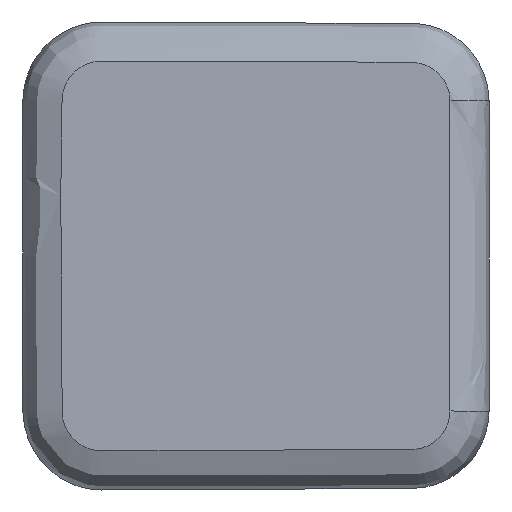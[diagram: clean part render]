
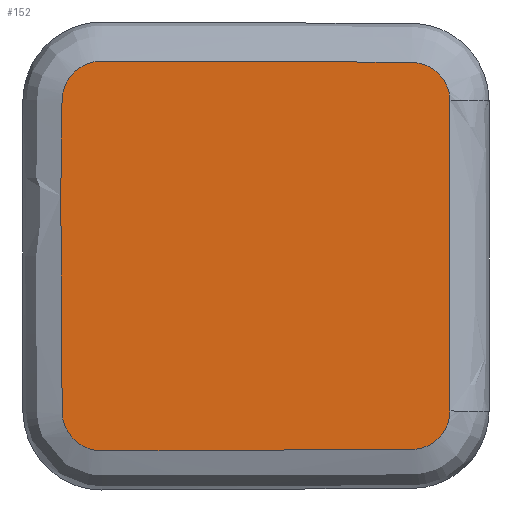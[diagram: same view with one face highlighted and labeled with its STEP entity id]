
A CAD part, top view. The second image highlights one B-rep face of the part: STEP entity #152.
In plain terms, the highlighted planar face has unit normal (0, 0, 1).
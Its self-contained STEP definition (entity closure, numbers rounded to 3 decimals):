
#15=B_SPLINE_CURVE_WITH_KNOTS('',3,(#253,#254,#255,#256),.UNSPECIFIED.,
 .F.,.F.,(4,4),(-0.794,0.),.UNSPECIFIED.);
#17=B_SPLINE_CURVE_WITH_KNOTS('',3,(#693,#694,#695,#696,#697,#698,#699,
#700,#701,#702,#703,#704,#705,#706,#707,#708,#709,#710,#711,#712,#713,#714,
#715,#716,#717,#718,#719,#720,#721,#722,#723,#724,#725,#726,#727,#728,#729,
#730,#731,#732,#733,#734,#735,#736,#737,#738,#739,#740,#741,#742,#743,#744,
#745,#746,#747,#748,#749,#750,#751,#752,#753,#754,#755,#756,#757,#758,#759,
#760,#761,#762,#763,#764,#765,#766,#767,#768,#769,#770,#771,#772,#773,#774,
#775,#776,#777,#778),.UNSPECIFIED.,.F.,.F.,(4,1,1,1,1,1,1,1,1,1,2,1,1,1,
1,1,1,1,1,1,1,1,1,1,1,1,1,1,1,1,2,1,1,1,1,1,1,2,1,1,1,1,1,1,1,1,1,1,1,1,
2,1,1,1,1,1,1,1,2,1,1,1,1,1,1,1,1,1,1,1,2,1,1,1,1,1,1,4),(0.,
0.01,0.019,0.038,0.077,
0.105,0.115,0.134,0.144,
0.148,0.153,0.159,0.166,
0.178,0.19,0.203,0.215,
0.228,0.252,0.302,0.352,
0.55,0.748,0.798,0.847,
0.897,0.922,0.934,0.94,
0.943,0.946,0.966,1.006,
1.065,1.085,1.095,1.1,1.105,
1.129,1.154,1.204,1.304,1.503,
1.702,1.801,1.851,1.876,1.888,
1.895,1.898,1.901,1.921,1.94,
1.98,2.019,2.039,2.049,2.054,
2.059,2.084,2.109,2.158,2.257,
2.456,2.654,2.753,2.803,2.827,
2.84,2.846,2.852,2.871,2.89,
2.929,2.967,2.986,2.996,3.005),
 .UNSPECIFIED.);
#31=PLANE('',#180);
#46=FACE_OUTER_BOUND('',#56,.T.);
#56=EDGE_LOOP('',(#132,#133));
#73=VERTEX_POINT('',#250);
#74=VERTEX_POINT('',#252);
#90=EDGE_CURVE('',#73,#74,#15,.T.);
#93=EDGE_CURVE('',#74,#73,#17,.T.);
#132=ORIENTED_EDGE('',*,*,#90,.F.);
#133=ORIENTED_EDGE('',*,*,#93,.F.);
#152=ADVANCED_FACE('',(#46),#31,.T.);
#180=AXIS2_PLACEMENT_3D('',#915,#209,#210);
#209=DIRECTION('center_axis',(0.,0.,
1.));
#210=DIRECTION('ref_axis',(1.,0.,0.));
#250=CARTESIAN_POINT('',(4.975,3.97,46.));
#252=CARTESIAN_POINT('',(4.975,-3.969,46.));
#253=CARTESIAN_POINT('Ctrl Pts',(4.975,3.97,46.));
#254=CARTESIAN_POINT('Ctrl Pts',(5.001,1.323,46.));
#255=CARTESIAN_POINT('Ctrl Pts',(5.001,-1.323,46.));
#256=CARTESIAN_POINT('Ctrl Pts',(4.975,-3.969,46.));
#693=CARTESIAN_POINT('Ctrl Pts',(4.975,-3.969,46.));
#694=CARTESIAN_POINT('Ctrl Pts',(4.975,-4.001,46.));
#695=CARTESIAN_POINT('Ctrl Pts',(4.972,-4.066,46.));
#696=CARTESIAN_POINT('Ctrl Pts',(4.953,-4.192,46.));
#697=CARTESIAN_POINT('Ctrl Pts',(4.889,-4.409,46.));
#698=CARTESIAN_POINT('Ctrl Pts',(4.725,-4.654,46.));
#699=CARTESIAN_POINT('Ctrl Pts',(4.518,-4.809,46.));
#700=CARTESIAN_POINT('Ctrl Pts',(4.343,-4.892,46.));
#701=CARTESIAN_POINT('Ctrl Pts',(4.219,-4.93,46.));
#702=CARTESIAN_POINT('Ctrl Pts',(4.109,-4.947,46.));
#703=CARTESIAN_POINT('Ctrl Pts',(4.045,-4.952,46.));
#704=CARTESIAN_POINT('Ctrl Pts',(4.013,-4.953,46.));
#705=CARTESIAN_POINT('Ctrl Pts',(3.977,-4.953,46.));
#706=CARTESIAN_POINT('Ctrl Pts',(3.935,-4.954,46.));
#707=CARTESIAN_POINT('Ctrl Pts',(3.853,-4.954,46.));
#708=CARTESIAN_POINT('Ctrl Pts',(3.75,-4.955,46.));
#709=CARTESIAN_POINT('Ctrl Pts',(3.628,-4.956,46.));
#710=CARTESIAN_POINT('Ctrl Pts',(3.506,-4.957,46.));
#711=CARTESIAN_POINT('Ctrl Pts',(3.383,-4.958,46.));
#712=CARTESIAN_POINT('Ctrl Pts',(3.219,-4.96,46.));
#713=CARTESIAN_POINT('Ctrl Pts',(2.931,-4.962,46.));
#714=CARTESIAN_POINT('Ctrl Pts',(2.515,-4.966,46.));
#715=CARTESIAN_POINT('Ctrl Pts',(1.514,-4.974,46.));
#716=CARTESIAN_POINT('Ctrl Pts',(0.032,-4.986,46.));
#717=CARTESIAN_POINT('Ctrl Pts',(-1.458,-4.994,46.));
#718=CARTESIAN_POINT('Ctrl Pts',(-2.449,-4.995,46.));
#719=CARTESIAN_POINT('Ctrl Pts',(-2.945,-4.994,46.));
#720=CARTESIAN_POINT('Ctrl Pts',(-3.358,-4.994,46.));
#721=CARTESIAN_POINT('Ctrl Pts',(-3.647,-4.993,46.));
#722=CARTESIAN_POINT('Ctrl Pts',(-3.792,-4.992,46.));
#723=CARTESIAN_POINT('Ctrl Pts',(-3.864,-4.992,46.));
#724=CARTESIAN_POINT('Ctrl Pts',(-3.905,-4.991,46.));
#725=CARTESIAN_POINT('Ctrl Pts',(-3.926,-4.991,46.));
#726=CARTESIAN_POINT('Ctrl Pts',(-4.002,-4.991,46.));
#727=CARTESIAN_POINT('Ctrl Pts',(-4.199,-4.971,46.));
#728=CARTESIAN_POINT('Ctrl Pts',(-4.574,-4.818,46.));
#729=CARTESIAN_POINT('Ctrl Pts',(-4.841,-4.498,46.));
#730=CARTESIAN_POINT('Ctrl Pts',(-4.931,-4.215,46.));
#731=CARTESIAN_POINT('Ctrl Pts',(-4.95,-4.1,46.));
#732=CARTESIAN_POINT('Ctrl Pts',(-4.956,-4.034,46.));
#733=CARTESIAN_POINT('Ctrl Pts',(-4.958,-4.,46.));
#734=CARTESIAN_POINT('Ctrl Pts',(-4.96,-3.899,46.));
#735=CARTESIAN_POINT('Ctrl Pts',(-4.962,-3.731,46.));
#736=CARTESIAN_POINT('Ctrl Pts',(-4.968,-3.4,46.));
#737=CARTESIAN_POINT('Ctrl Pts',(-4.976,-2.819,46.));
#738=CARTESIAN_POINT('Ctrl Pts',(-4.99,-1.658,46.));
#739=CARTESIAN_POINT('Ctrl Pts',(-4.998,0.001,
46.));
#740=CARTESIAN_POINT('Ctrl Pts',(-4.99,1.66,46.));
#741=CARTESIAN_POINT('Ctrl Pts',(-4.976,2.821,46.));
#742=CARTESIAN_POINT('Ctrl Pts',(-4.968,3.401,46.));
#743=CARTESIAN_POINT('Ctrl Pts',(-4.963,3.692,46.));
#744=CARTESIAN_POINT('Ctrl Pts',(-4.961,3.838,46.));
#745=CARTESIAN_POINT('Ctrl Pts',(-4.96,3.911,46.));
#746=CARTESIAN_POINT('Ctrl Pts',(-4.959,3.952,46.));
#747=CARTESIAN_POINT('Ctrl Pts',(-4.959,3.973,46.));
#748=CARTESIAN_POINT('Ctrl Pts',(-4.957,4.049,46.));
#749=CARTESIAN_POINT('Ctrl Pts',(-4.942,4.18,46.));
#750=CARTESIAN_POINT('Ctrl Pts',(-4.862,4.433,46.));
#751=CARTESIAN_POINT('Ctrl Pts',(-4.672,4.713,46.));
#752=CARTESIAN_POINT('Ctrl Pts',(-4.39,4.899,46.));
#753=CARTESIAN_POINT('Ctrl Pts',(-4.169,4.967,46.));
#754=CARTESIAN_POINT('Ctrl Pts',(-4.053,4.985,46.));
#755=CARTESIAN_POINT('Ctrl Pts',(-3.987,4.99,46.));
#756=CARTESIAN_POINT('Ctrl Pts',(-3.953,4.991,46.));
#757=CARTESIAN_POINT('Ctrl Pts',(-3.852,4.992,46.));
#758=CARTESIAN_POINT('Ctrl Pts',(-3.687,4.992,46.));
#759=CARTESIAN_POINT('Ctrl Pts',(-3.356,4.994,46.));
#760=CARTESIAN_POINT('Ctrl Pts',(-2.778,4.995,46.));
#761=CARTESIAN_POINT('Ctrl Pts',(-1.621,4.994,46.));
#762=CARTESIAN_POINT('Ctrl Pts',(0.031,4.987,46.));
#763=CARTESIAN_POINT('Ctrl Pts',(1.683,4.973,46.));
#764=CARTESIAN_POINT('Ctrl Pts',(2.84,4.963,46.));
#765=CARTESIAN_POINT('Ctrl Pts',(3.418,4.958,46.));
#766=CARTESIAN_POINT('Ctrl Pts',(3.708,4.956,46.));
#767=CARTESIAN_POINT('Ctrl Pts',(3.853,4.955,46.));
#768=CARTESIAN_POINT('Ctrl Pts',(3.935,4.954,46.));
#769=CARTESIAN_POINT('Ctrl Pts',(3.976,4.954,46.));
#770=CARTESIAN_POINT('Ctrl Pts',(4.061,4.953,46.));
#771=CARTESIAN_POINT('Ctrl Pts',(4.189,4.94,46.));
#772=CARTESIAN_POINT('Ctrl Pts',(4.436,4.864,46.));
#773=CARTESIAN_POINT('Ctrl Pts',(4.707,4.682,46.));
#774=CARTESIAN_POINT('Ctrl Pts',(4.889,4.408,46.));
#775=CARTESIAN_POINT('Ctrl Pts',(4.953,4.193,46.));
#776=CARTESIAN_POINT('Ctrl Pts',(4.972,4.066,46.));
#777=CARTESIAN_POINT('Ctrl Pts',(4.975,4.002,46.));
#778=CARTESIAN_POINT('Ctrl Pts',(4.975,3.97,46.));
#915=CARTESIAN_POINT('Origin',(0.553,0.,46.));
